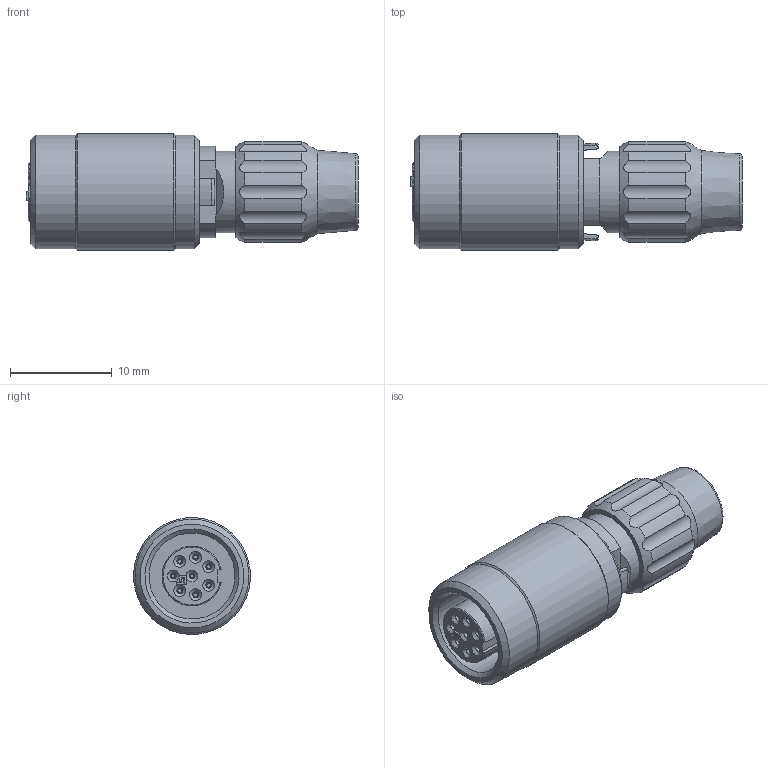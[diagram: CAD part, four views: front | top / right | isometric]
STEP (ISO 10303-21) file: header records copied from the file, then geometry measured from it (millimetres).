
FILE_DESCRIPTION(/* description */ (''),/* implementation_level */ '2;1');
FILE_NAME(/* name */ '99-0480-102-08_bg.stp',/* time_stamp */ '2010-03-02T14:03:12+01:00',/* author */ (''),/* organization */ (''),/* preprocessor_version */ 'ST-DEVELOPER v11',/* originating_system */ 'UGS - NX 5.0',/* authorisation */ '');
FILE_SCHEMA (('CONFIG_CONTROL_DESIGN'));
Length unit declared in the file: millimetre
Products named in the file (1): kbor8298nadl
Bounding box: 32.65 x 11.49 x 11.49 mm (x, y, z)
Volume: 2454.5 mm3; surface area: 1618 mm2
Topology: 1 solids, 1 shells, 186 faces, 497 edges, 339 vertices
Faces by surface type: plane 81, cylinder 43, cone 27, bspline 16, extrusion 16, torus 3
Full cylindrical faces by diameter (mm): 0.57 x8, 8 x1, 8.459 x1, 9.15 x1, 11.2 x2, 11.5 x1
Entity records: 6638 total; most frequent: CARTESIAN_POINT 2332, ORIENTED_EDGE 868, DIRECTION 786, EDGE_CURVE 434, VERTEX_POINT 321, AXIS2_PLACEMENT_3D 315, EDGE_LOOP 257, ADVANCED_FACE 186
